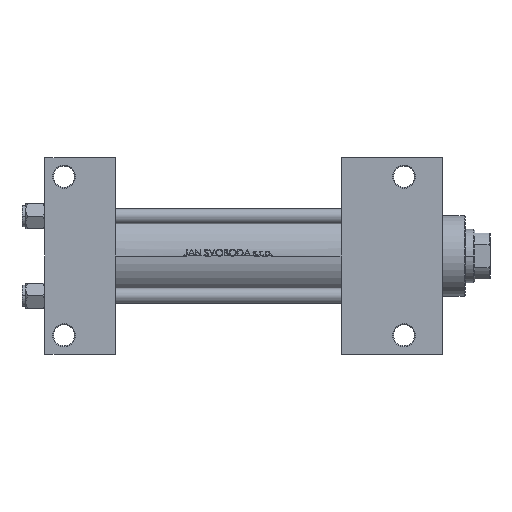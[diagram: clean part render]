
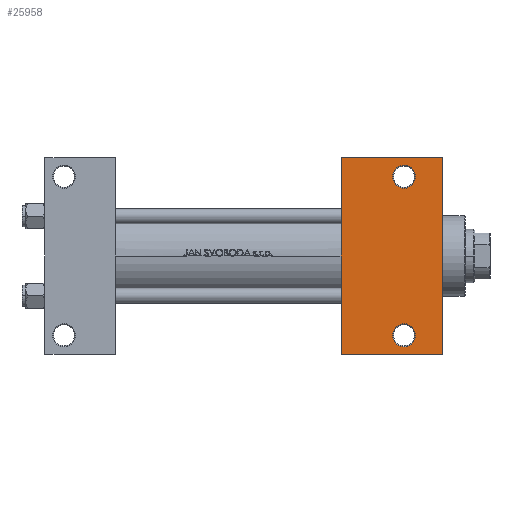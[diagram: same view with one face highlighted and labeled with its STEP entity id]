
A CAD part, front view. The second image highlights one B-rep face of the part: STEP entity #25958.
In plain terms, the highlighted face is planar.
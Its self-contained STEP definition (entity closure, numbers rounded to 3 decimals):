
#108 = CIRCLE ( 'NONE', #22583, 6. ) ;
#321 = AXIS2_PLACEMENT_3D ( 'NONE', #11299, #34905, #11541 ) ;
#824 = CARTESIAN_POINT ( 'NONE',  ( 155., -51.5, -30. ) ) ;
#2193 = CIRCLE ( 'NONE', #12646, 6. ) ;
#2927 = VECTOR ( 'NONE', #39029, 1000. ) ;
#4125 = PLANE ( 'NONE',  #11091 ) ;
#4434 = DIRECTION ( 'NONE',  ( 0., 1., 0. ) ) ;
#4913 = CARTESIAN_POINT ( 'NONE',  ( 188., -41.5, -30. ) ) ;
#5135 = VECTOR ( 'NONE', #42874, 1000. ) ;
#5141 = DIRECTION ( 'NONE',  ( 0., 1., 0. ) ) ;
#5618 = VERTEX_POINT ( 'NONE', #41923 ) ;
#7564 = EDGE_CURVE ( 'NONE', #35286, #23665, #19137, .T. ) ;
#7693 = EDGE_CURVE ( 'NONE', #37759, #23317, #37187, .T. ) ;
#8726 = CARTESIAN_POINT ( 'NONE',  ( 194., -41.5, -30. ) ) ;
#9039 = EDGE_CURVE ( 'NONE', #23317, #37759, #33195, .T. ) ;
#9603 = ORIENTED_EDGE ( 'NONE', *, *, #33396, .T. ) ;
#11091 = AXIS2_PLACEMENT_3D ( 'NONE', #15692, #31023, #11924 ) ;
#11299 = CARTESIAN_POINT ( 'NONE',  ( 188., 41.5, -30. ) ) ;
#11541 = DIRECTION ( 'NONE',  ( 0., 1., 0. ) ) ;
#11924 = DIRECTION ( 'NONE',  ( 0., 1., 0. ) ) ;
#12222 = DIRECTION ( 'NONE',  ( 0., 0., 1. ) ) ;
#12646 = AXIS2_PLACEMENT_3D ( 'NONE', #4913, #12222, #4434 ) ;
#13283 = ORIENTED_EDGE ( 'NONE', *, *, #7693, .T. ) ;
#14176 = ORIENTED_EDGE ( 'NONE', *, *, #43811, .F. ) ;
#15692 = CARTESIAN_POINT ( 'NONE',  ( 208., 30., -30. ) ) ;
#16327 = DIRECTION ( 'NONE',  ( 0., 1., 0. ) ) ;
#17316 = DIRECTION ( 'NONE',  ( 1., 0., 0. ) ) ;
#17815 = CARTESIAN_POINT ( 'NONE',  ( 155., 51.5, -30. ) ) ;
#17961 = VERTEX_POINT ( 'NONE', #45715 ) ;
#18511 = EDGE_CURVE ( 'NONE', #23665, #43366, #22986, .T. ) ;
#18585 = LINE ( 'NONE', #46650, #5135 ) ;
#19137 = LINE ( 'NONE', #22157, #44407 ) ;
#20117 = VERTEX_POINT ( 'NONE', #8726 ) ;
#20738 = DIRECTION ( 'NONE',  ( 0., 0., 1. ) ) ;
#21847 = LINE ( 'NONE', #17815, #36243 ) ;
#22157 = CARTESIAN_POINT ( 'NONE',  ( 208., 30., -30. ) ) ;
#22583 = AXIS2_PLACEMENT_3D ( 'NONE', #39584, #20738, #5141 ) ;
#22986 = LINE ( 'NONE', #30511, #2927 ) ;
#23317 = VERTEX_POINT ( 'NONE', #36397 ) ;
#23665 = VERTEX_POINT ( 'NONE', #41871 ) ;
#24364 = DIRECTION ( 'NONE',  ( 0., 0., 1. ) ) ;
#24841 = EDGE_LOOP ( 'NONE', ( #14176, #46861, #38501, #40174 ) ) ;
#25708 = EDGE_CURVE ( 'NONE', #5618, #20117, #2193, .T. ) ;
#25958 = ADVANCED_FACE ( 'NONE', ( #38566, #35279, #43326 ), #4125, .T. ) ;
#28126 = CARTESIAN_POINT ( 'NONE',  ( 188., 41.5, -30. ) ) ;
#30511 = CARTESIAN_POINT ( 'NONE',  ( 155., -51.5, -30. ) ) ;
#31023 = DIRECTION ( 'NONE',  ( 0., 0., -1. ) ) ;
#31682 = EDGE_LOOP ( 'NONE', ( #33537, #9603 ) ) ;
#33195 = CIRCLE ( 'NONE', #321, 6. ) ;
#33396 = EDGE_CURVE ( 'NONE', #20117, #5618, #108, .T. ) ;
#33537 = ORIENTED_EDGE ( 'NONE', *, *, #25708, .T. ) ;
#33699 = DIRECTION ( 'NONE',  ( 0., -1., 0. ) ) ;
#34905 = DIRECTION ( 'NONE',  ( 0., 0., 1. ) ) ;
#34955 = CARTESIAN_POINT ( 'NONE',  ( 182., 41.5, -30. ) ) ;
#35279 = FACE_BOUND ( 'NONE', #31682, .T. ) ;
#35286 = VERTEX_POINT ( 'NONE', #42055 ) ;
#36243 = VECTOR ( 'NONE', #17316, 1000. ) ;
#36397 = CARTESIAN_POINT ( 'NONE',  ( 194., 41.5, -30. ) ) ;
#37187 = CIRCLE ( 'NONE', #49224, 6. ) ;
#37759 = VERTEX_POINT ( 'NONE', #34955 ) ;
#38003 = EDGE_CURVE ( 'NONE', #17961, #35286, #21847, .T. ) ;
#38501 = ORIENTED_EDGE ( 'NONE', *, *, #7564, .T. ) ;
#38566 = FACE_BOUND ( 'NONE', #40127, .T. ) ;
#39029 = DIRECTION ( 'NONE',  ( -1., 0., 0. ) ) ;
#39584 = CARTESIAN_POINT ( 'NONE',  ( 188., -41.5, -30. ) ) ;
#40127 = EDGE_LOOP ( 'NONE', ( #13283, #41018 ) ) ;
#40174 = ORIENTED_EDGE ( 'NONE', *, *, #18511, .T. ) ;
#41018 = ORIENTED_EDGE ( 'NONE', *, *, #9039, .T. ) ;
#41871 = CARTESIAN_POINT ( 'NONE',  ( 208., -51.5, -30. ) ) ;
#41923 = CARTESIAN_POINT ( 'NONE',  ( 182., -41.5, -30. ) ) ;
#42055 = CARTESIAN_POINT ( 'NONE',  ( 208., 51.5, -30. ) ) ;
#42874 = DIRECTION ( 'NONE',  ( 0., -1., 0. ) ) ;
#43326 = FACE_OUTER_BOUND ( 'NONE', #24841, .T. ) ;
#43366 = VERTEX_POINT ( 'NONE', #824 ) ;
#43811 = EDGE_CURVE ( 'NONE', #17961, #43366, #18585, .T. ) ;
#44407 = VECTOR ( 'NONE', #33699, 1000. ) ;
#45715 = CARTESIAN_POINT ( 'NONE',  ( 155., 51.5, -30. ) ) ;
#46650 = CARTESIAN_POINT ( 'NONE',  ( 155., 30., -30. ) ) ;
#46861 = ORIENTED_EDGE ( 'NONE', *, *, #38003, .T. ) ;
#49224 = AXIS2_PLACEMENT_3D ( 'NONE', #28126, #24364, #16327 ) ;
